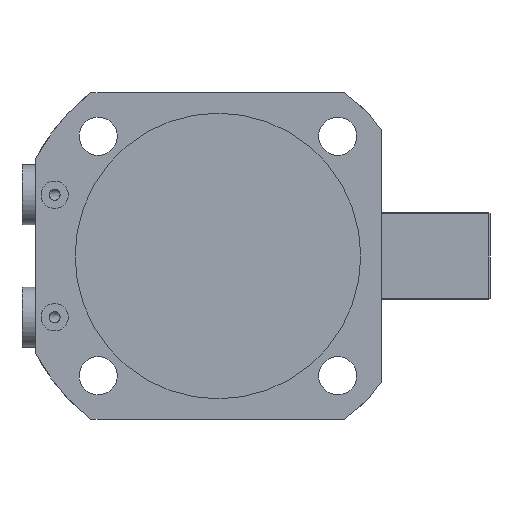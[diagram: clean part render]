
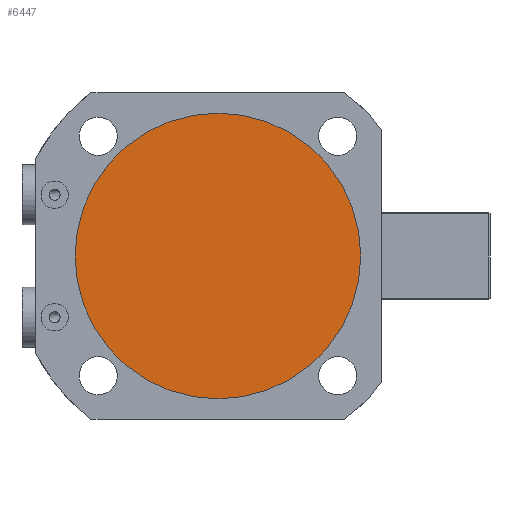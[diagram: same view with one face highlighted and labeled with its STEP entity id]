
A CAD part, front view. The second image highlights one B-rep face of the part: STEP entity #6447.
In plain terms, the highlighted planar face has unit normal (0, -1, 0).
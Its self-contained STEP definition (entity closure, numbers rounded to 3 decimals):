
#305 = DIRECTION ( 'NONE',  ( 0., 0., -1. ) ) ;
#582 = EDGE_LOOP ( 'NONE', ( #9114, #1496 ) ) ;
#607 = VERTEX_POINT ( 'NONE', #4595 ) ;
#840 = CARTESIAN_POINT ( 'NONE',  ( 0., 0., -52.5 ) ) ;
#1096 = AXIS2_PLACEMENT_3D ( 'NONE', #7738, #5816, #3641 ) ;
#1496 = ORIENTED_EDGE ( 'NONE', *, *, #1653, .T. ) ;
#1653 = EDGE_CURVE ( 'NONE', #607, #9338, #6336, .T. ) ;
#1790 = FACE_OUTER_BOUND ( 'NONE', #582, .T. ) ;
#3641 = DIRECTION ( 'NONE',  ( 0., 0., -1. ) ) ;
#4595 = CARTESIAN_POINT ( 'NONE',  ( 0., 0., 52.5 ) ) ;
#5188 = AXIS2_PLACEMENT_3D ( 'NONE', #6093, #6116, #6125 ) ;
#5795 = CIRCLE ( 'NONE', #8889, 52.5 ) ;
#5816 = DIRECTION ( 'NONE',  ( 0., -1., 0. ) ) ;
#6093 = CARTESIAN_POINT ( 'NONE',  ( 0., 0., 0. ) ) ;
#6116 = DIRECTION ( 'NONE',  ( 0., -1., 0. ) ) ;
#6125 = DIRECTION ( 'NONE',  ( 0., 0., -1. ) ) ;
#6336 = CIRCLE ( 'NONE', #5188, 52.5 ) ;
#6446 = EDGE_CURVE ( 'NONE', #9338, #607, #5795, .T. ) ;
#6447 = ADVANCED_FACE ( 'NONE', ( #1790 ), #8145, .T. ) ;
#7189 = DIRECTION ( 'NONE',  ( 0., -1., 0. ) ) ;
#7738 = CARTESIAN_POINT ( 'NONE',  ( 42.5, 0., 0. ) ) ;
#8145 = PLANE ( 'NONE',  #1096 ) ;
#8889 = AXIS2_PLACEMENT_3D ( 'NONE', #9657, #7189, #305 ) ;
#9114 = ORIENTED_EDGE ( 'NONE', *, *, #6446, .T. ) ;
#9338 = VERTEX_POINT ( 'NONE', #840 ) ;
#9657 = CARTESIAN_POINT ( 'NONE',  ( 0., 0., 0. ) ) ;
